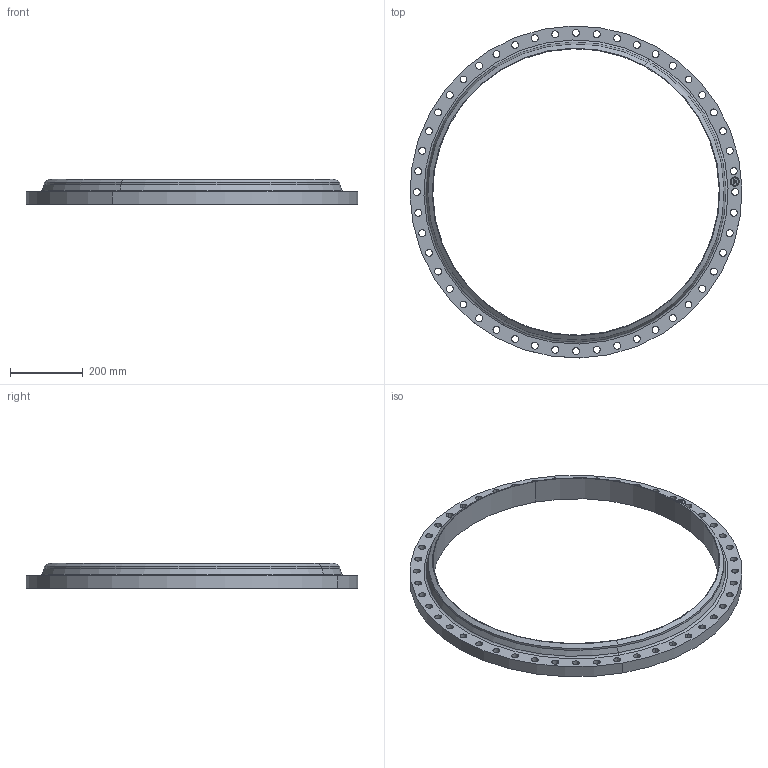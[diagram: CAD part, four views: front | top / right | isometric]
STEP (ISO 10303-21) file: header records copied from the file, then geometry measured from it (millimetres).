
FILE_DESCRIPTION(('3D STEP'),'2;1');
FILE_NAME('32-075-WELD-NECK-RF-XH-B-FLANGE.stp','2013-03-25T06:49:05+00:00',('Texas Flange'),(''),'CATIA Version 5 Release 20 SP 6 (IN-10)','CATIA V5 STEP AP214','800-826-3801');
FILE_SCHEMA(('AUTOMOTIVE_DESIGN { 1 0 10303 214 1 1 1 1 }'));
Length unit declared in the file: inch
Products named in the file (1): 32-075-WELD-NECK-RF-XH-B-FLANGE
Bounding box: 914.15 x 914.15 x 69.93 mm (x, y, z)
Volume: 6498633 mm3; surface area: 735428.6 mm2
Topology: 1 solids, 1 shells, 499 faces, 1524 edges, 998 vertices
Faces by surface type: plane 369, cylinder 124, cone 4, torus 2
Entity records: 19014 total; most frequent: ORIENTED_EDGE 3048, CARTESIAN_POINT 2933, DIRECTION 2344, EDGE_CURVE 1524, VECTOR 1172, LINE 1172, VERTEX_POINT 998, AXIS2_PLACEMENT_3D 763
